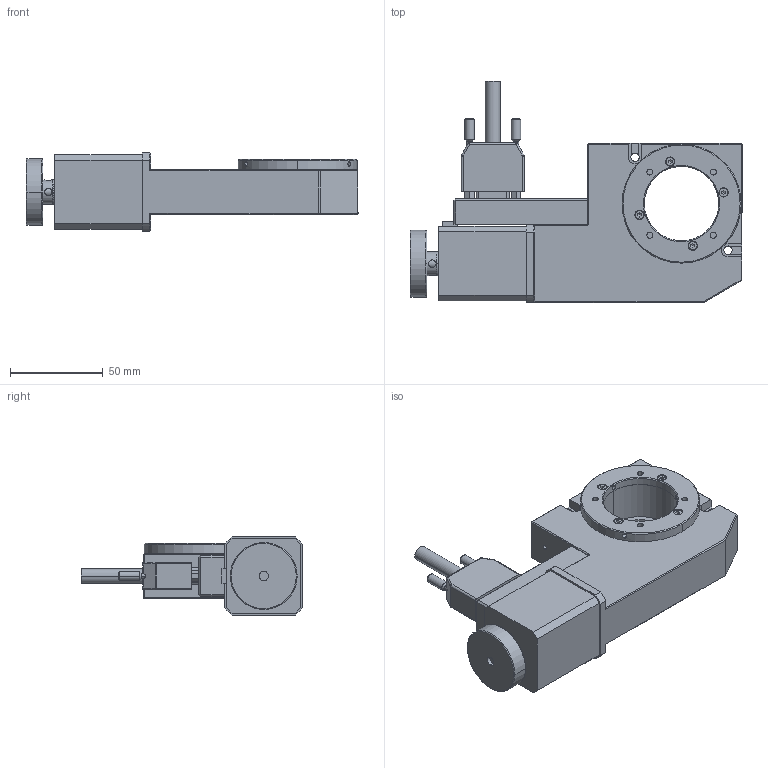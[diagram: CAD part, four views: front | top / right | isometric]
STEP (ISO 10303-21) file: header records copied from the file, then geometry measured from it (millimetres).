
FILE_DESCRIPTION((''),'2;1');
FILE_NAME('64439200.stp','2008-11-06T11:23:59',(''),(''),'Mechanical Desktop 2008','Mechanical Desktop 2008',', , ');
FILE_SCHEMA(('CONFIG_CONTROL_DESIGN'));
Length unit declared in the file: millimetre
Products named in the file (1): ZEICHNUNG16
Bounding box: 178.5 x 119.1 x 42 mm (x, y, z)
Volume: 242751.3 mm3; surface area: 84594.4 mm2
Topology: 1 solids, 37 shells, 1267 faces, 3063 edges, 1912 vertices
Faces by surface type: cylinder 531, plane 491, cone 215, torus 12, bspline 10, sphere 8
Entity records: 38547 total; most frequent: CARTESIAN_POINT 8514, DIRECTION 6553, ORIENTED_EDGE 5948, EDGE_CURVE 2974, AXIS2_PLACEMENT_3D 2504, VERTEX_POINT 1912, VECTOR 1545, LINE 1545
